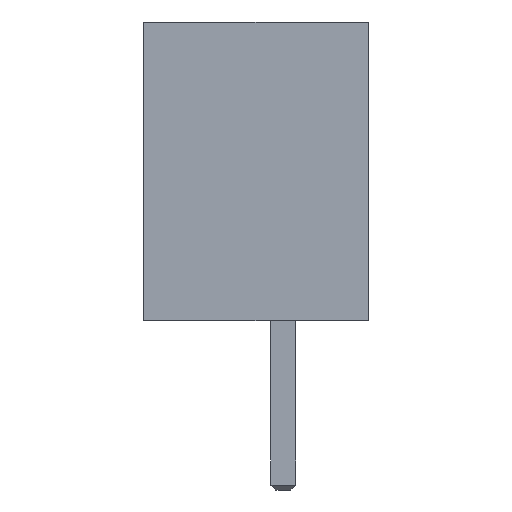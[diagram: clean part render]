
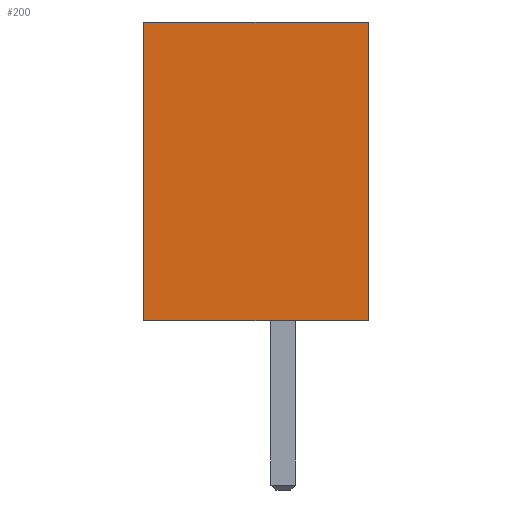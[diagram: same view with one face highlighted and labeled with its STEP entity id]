
A CAD part, left-side view. The second image highlights one B-rep face of the part: STEP entity #200.
In plain terms, the highlighted planar face has unit normal (-1, 0, 0).
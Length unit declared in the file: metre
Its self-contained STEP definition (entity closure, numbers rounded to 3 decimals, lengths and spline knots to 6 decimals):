
#200 = ADVANCED_FACE( '', ( #506 ), #507, .F. );
#506 = FACE_OUTER_BOUND( '', #939, .T. );
#507 = PLANE( '', #940 );
#939 = EDGE_LOOP( '', ( #1385, #1386, #1387, #1388 ) );
#940 = AXIS2_PLACEMENT_3D( '', #1389, #1390, #1391 );
#1385 = ORIENTED_EDGE( '', *, *, #2478, .T. );
#1386 = ORIENTED_EDGE( '', *, *, #2479, .F. );
#1387 = ORIENTED_EDGE( '', *, *, #2480, .F. );
#1388 = ORIENTED_EDGE( '', *, *, #2481, .T. );
#1389 = CARTESIAN_POINT( '', ( -0.00695, 0.00055, 0.0016 ) );
#1390 = DIRECTION( '', ( 1., 0., 0. ) );
#1391 = DIRECTION( '', ( 0., 0., -1. ) );
#2478 = EDGE_CURVE( '', #2950, #2951, #2952, .T. );
#2479 = EDGE_CURVE( '', #2953, #2951, #2954, .T. );
#2480 = EDGE_CURVE( '', #2955, #2953, #2956, .T. );
#2481 = EDGE_CURVE( '', #2955, #2950, #2957, .T. );
#2950 = VERTEX_POINT( '', #3608 );
#2951 = VERTEX_POINT( '', #3609 );
#2952 = LINE( '', #3610, #3611 );
#2953 = VERTEX_POINT( '', #3612 );
#2954 = LINE( '', #3613, #3614 );
#2955 = VERTEX_POINT( '', #3615 );
#2956 = LINE( '', #3616, #3617 );
#2957 = LINE( '', #3618, #3619 );
#3608 = CARTESIAN_POINT( '', ( -0.00695, 0.0028, 0. ) );
#3609 = CARTESIAN_POINT( '', ( -0.00695, -0.0017, 0. ) );
#3610 = CARTESIAN_POINT( '', ( -0.00695, 0.00055, 0. ) );
#3611 = VECTOR( '', #4440, 1. );
#3612 = CARTESIAN_POINT( '', ( -0.00695, -0.0017, 0.006 ) );
#3613 = CARTESIAN_POINT( '', ( -0.00695, -0.0017, 0.0016 ) );
#3614 = VECTOR( '', #4441, 1. );
#3615 = CARTESIAN_POINT( '', ( -0.00695, 0.0028, 0.006 ) );
#3616 = CARTESIAN_POINT( '', ( -0.00695, 0.00055, 0.006 ) );
#3617 = VECTOR( '', #4442, 1. );
#3618 = CARTESIAN_POINT( '', ( -0.00695, 0.0028, 0.0016 ) );
#3619 = VECTOR( '', #4443, 1. );
#4440 = DIRECTION( '', ( 0., -1., 0. ) );
#4441 = DIRECTION( '', ( 0., 0., -1. ) );
#4442 = DIRECTION( '', ( 0., -1., 0. ) );
#4443 = DIRECTION( '', ( 0., 0., -1. ) );
